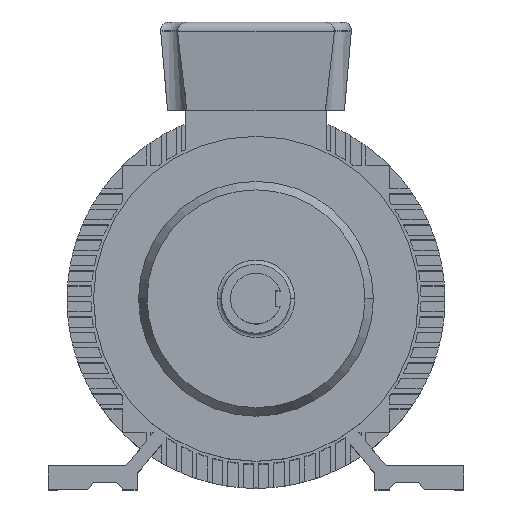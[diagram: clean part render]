
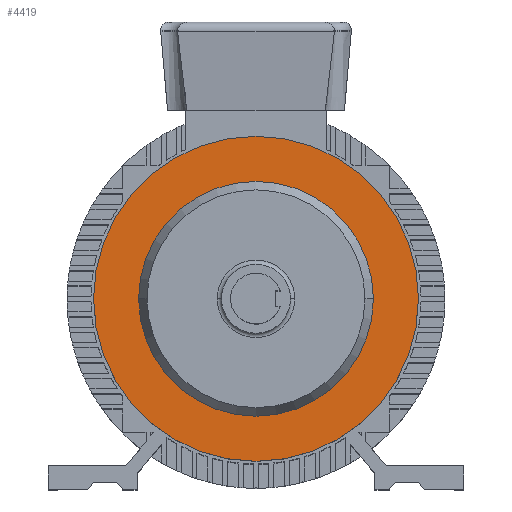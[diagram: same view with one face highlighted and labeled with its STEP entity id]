
A CAD part, top view. The second image highlights one B-rep face of the part: STEP entity #4419.
In plain terms, the highlighted planar face has unit normal (0, 0, 1).
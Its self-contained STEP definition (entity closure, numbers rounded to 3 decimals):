
#38 = AXIS2_PLACEMENT_3D ( 'NONE', #12196, #5179, #6264 ) ;
#61 = ORIENTED_EDGE ( 'NONE', *, *, #11578, .F. ) ;
#1391 = CARTESIAN_POINT ( 'NONE',  ( -138.608, 0., 257.495 ) ) ;
#1660 = AXIS2_PLACEMENT_3D ( 'NONE', #5564, #5868, #6062 ) ;
#2168 = VERTEX_POINT ( 'NONE', #7462 ) ;
#2632 = CARTESIAN_POINT ( 'NONE',  ( -191.87, 0., 257.495 ) ) ;
#3589 = CARTESIAN_POINT ( 'NONE',  ( 0., 0., 257.495 ) ) ;
#3676 = FACE_BOUND ( 'NONE', #5861, .T. ) ;
#3833 = DIRECTION ( 'NONE',  ( 1., 0., 0. ) ) ;
#4419 = ADVANCED_FACE ( 'NONE', ( #3676, #5661 ), #10566, .T. ) ;
#5093 = VERTEX_POINT ( 'NONE', #2632 ) ;
#5179 = DIRECTION ( 'NONE',  ( 0., 0., 1. ) ) ;
#5241 = DIRECTION ( 'NONE',  ( 1., 0., 0. ) ) ;
#5331 = AXIS2_PLACEMENT_3D ( 'NONE', #8690, #12591, #3833 ) ;
#5564 = CARTESIAN_POINT ( 'NONE',  ( 0., 0., 257.495 ) ) ;
#5661 = FACE_OUTER_BOUND ( 'NONE', #10268, .T. ) ;
#5686 = VERTEX_POINT ( 'NONE', #1391 ) ;
#5724 = CARTESIAN_POINT ( 'NONE',  ( 0., 0., 257.495 ) ) ;
#5861 = EDGE_LOOP ( 'NONE', ( #61, #8021 ) ) ;
#5868 = DIRECTION ( 'NONE',  ( 0., 0., 1. ) ) ;
#6062 = DIRECTION ( 'NONE',  ( 1., 0., 0. ) ) ;
#6225 = EDGE_CURVE ( 'NONE', #5093, #11075, #11040, .T. ) ;
#6258 = ORIENTED_EDGE ( 'NONE', *, *, #6225, .T. ) ;
#6264 = DIRECTION ( 'NONE',  ( 1., 0., 0. ) ) ;
#7158 = EDGE_CURVE ( 'NONE', #11075, #5093, #11253, .T. ) ;
#7462 = CARTESIAN_POINT ( 'NONE',  ( 138.608, 0., 257.495 ) ) ;
#7900 = DIRECTION ( 'NONE',  ( 0., 0., 1. ) ) ;
#7995 = CIRCLE ( 'NONE', #38, 138.608 ) ;
#8021 = ORIENTED_EDGE ( 'NONE', *, *, #11382, .F. ) ;
#8690 = CARTESIAN_POINT ( 'NONE',  ( 0., 0., 257.495 ) ) ;
#8760 = CARTESIAN_POINT ( 'NONE',  ( 191.87, 0., 257.495 ) ) ;
#9005 = CIRCLE ( 'NONE', #5331, 138.608 ) ;
#9146 = AXIS2_PLACEMENT_3D ( 'NONE', #5724, #7900, #12617 ) ;
#10268 = EDGE_LOOP ( 'NONE', ( #6258, #11538 ) ) ;
#10566 = PLANE ( 'NONE',  #9146 ) ;
#10860 = AXIS2_PLACEMENT_3D ( 'NONE', #3589, #11121, #5241 ) ;
#11040 = CIRCLE ( 'NONE', #1660, 191.87 ) ;
#11075 = VERTEX_POINT ( 'NONE', #8760 ) ;
#11121 = DIRECTION ( 'NONE',  ( 0., 0., 1. ) ) ;
#11253 = CIRCLE ( 'NONE', #10860, 191.87 ) ;
#11382 = EDGE_CURVE ( 'NONE', #2168, #5686, #9005, .T. ) ;
#11538 = ORIENTED_EDGE ( 'NONE', *, *, #7158, .T. ) ;
#11578 = EDGE_CURVE ( 'NONE', #5686, #2168, #7995, .T. ) ;
#12196 = CARTESIAN_POINT ( 'NONE',  ( 0., 0., 257.495 ) ) ;
#12591 = DIRECTION ( 'NONE',  ( 0., 0., 1. ) ) ;
#12617 = DIRECTION ( 'NONE',  ( 1., 0., 0. ) ) ;
